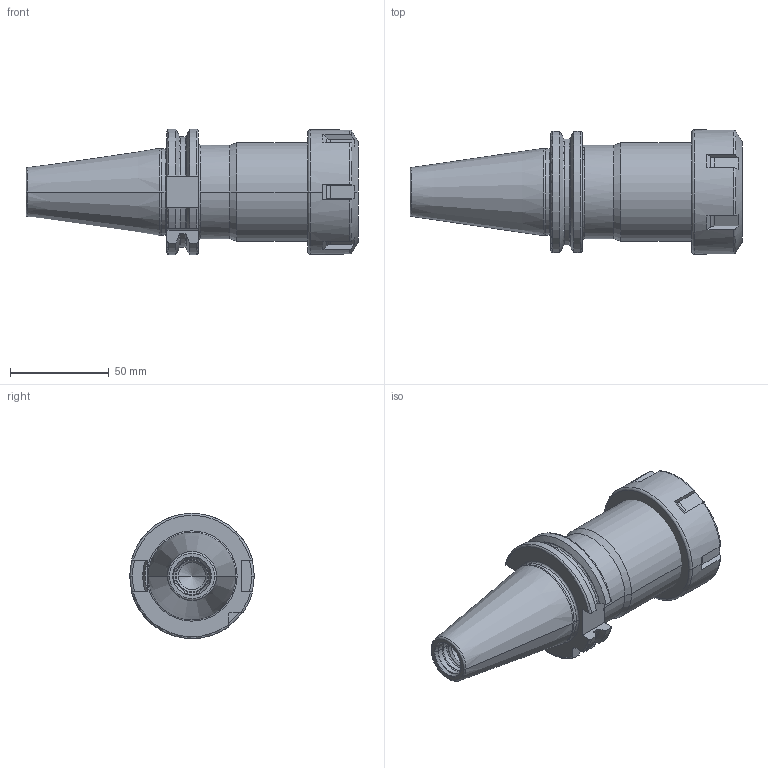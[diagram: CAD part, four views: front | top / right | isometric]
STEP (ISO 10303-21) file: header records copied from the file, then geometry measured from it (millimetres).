
FILE_DESCRIPTION((''),'2;1');
FILE_NAME('40-321-40_ASM','2011-08-31T',('mei'),(''),'PRO/ENGINEER BY PARAMETRIC TECHNOLOGY CORPORATION, 2010430','PRO/ENGINEER BY PARAMETRIC TECHNOLOGY CORPORATION, 2010430','');
FILE_SCHEMA(('CONFIG_CONTROL_DESIGN'));
Length unit declared in the file: millimetre
Products named in the file (3): 40-321-40; 83-912-40; 40-321-40_ASM
Assembly tree (2 placements, depth 2):
  40-321-40_ASM
    40-321-40
    83-912-40
Bounding box: 168.25 x 63 x 63.51 mm (x, y, z)
Volume: 271441.4 mm3; surface area: 44964.8 mm2
Topology: 2 solids, 3 shells, 141 faces, 370 edges, 235 vertices
Faces by surface type: plane 50, cylinder 34, torus 33, cone 24
Entity records: 4744 total; most frequent: CARTESIAN_POINT 1258, ORIENTED_EDGE 732, DIRECTION 703, EDGE_CURVE 368, AXIS2_PLACEMENT_3D 281, VERTEX_POINT 235, EDGE_LOOP 145, VECTOR 141
